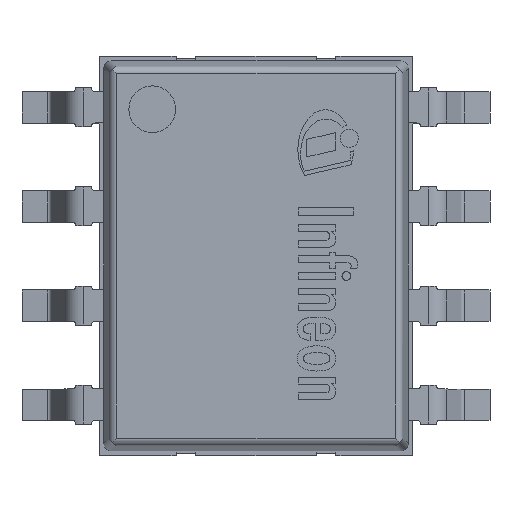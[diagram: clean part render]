
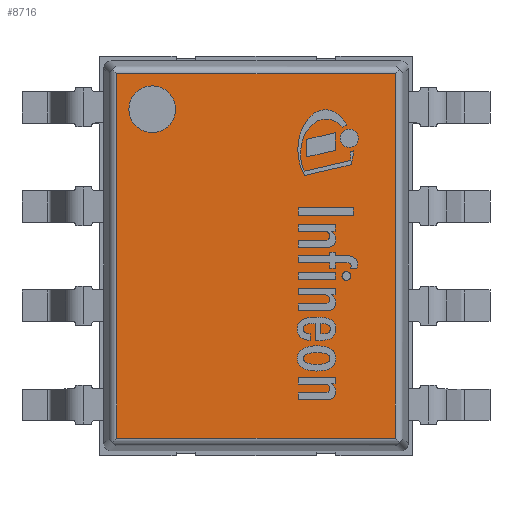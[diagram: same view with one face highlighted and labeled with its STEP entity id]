
A CAD part, top view. The second image highlights one B-rep face of the part: STEP entity #8716.
In plain terms, the highlighted planar face has unit normal (0, 0, 1).
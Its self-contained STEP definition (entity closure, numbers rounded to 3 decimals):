
#341=FACE_BOUND('',#1049,.T.);
#554=FACE_OUTER_BOUND('',#1048,.T.);
#1048=EDGE_LOOP('',(#6731,#6732,#6733,#6734));
#1049=EDGE_LOOP('',(#6735));
#1641=LINE('',#13709,#2528);
#1645=LINE('',#13723,#2532);
#1646=LINE('',#13729,#2533);
#1647=LINE('',#13730,#2534);
#2528=VECTOR('',#11125,1.);
#2532=VECTOR('',#11141,1.);
#2533=VECTOR('',#11148,1.);
#2534=VECTOR('',#11149,1.);
#3334=CIRCLE('',#9460,0.3);
#3808=VERTEX_POINT('',#13672);
#3821=VERTEX_POINT('',#13706);
#3822=VERTEX_POINT('',#13708);
#3826=VERTEX_POINT('',#13722);
#3828=VERTEX_POINT('',#13728);
#4854=EDGE_CURVE('',#3808,#3808,#3334,.T.);
#4870=EDGE_CURVE('',#3821,#3822,#1641,.T.);
#4877=EDGE_CURVE('',#3822,#3826,#1645,.T.);
#4880=EDGE_CURVE('',#3828,#3821,#1646,.T.);
#4881=EDGE_CURVE('',#3826,#3828,#1647,.T.);
#6731=ORIENTED_EDGE('',*,*,#4870,.F.);
#6732=ORIENTED_EDGE('',*,*,#4880,.F.);
#6733=ORIENTED_EDGE('',*,*,#4881,.F.);
#6734=ORIENTED_EDGE('',*,*,#4877,.F.);
#6735=ORIENTED_EDGE('',*,*,#4854,.T.);
#8303=PLANE('',#9481);
#8716=ADVANCED_FACE('',(#554,#341),#8303,.T.);
#9460=AXIS2_PLACEMENT_3D('',#13674,#11091,#11092);
#9481=AXIS2_PLACEMENT_3D('',#13727,#11146,#11147);
#11091=DIRECTION('center_axis',(0.,0.,-1.));
#11092=DIRECTION('ref_axis',(0.,1.,0.));
#11125=DIRECTION('',(0.,-1.,0.));
#11141=DIRECTION('',(-1.,0.,0.));
#11146=DIRECTION('center_axis',(0.,0.,1.));
#11147=DIRECTION('ref_axis',(0.,-1.,0.));
#11148=DIRECTION('',(1.,0.,0.));
#11149=DIRECTION('',(0.,1.,0.));
#13672=CARTESIAN_POINT('',(-1.33,1.58,1.2));
#13674=CARTESIAN_POINT('Origin',(-1.33,1.88,1.2));
#13706=CARTESIAN_POINT('',(1.785,2.335,1.2));
#13708=CARTESIAN_POINT('',(1.785,-2.335,1.2));
#13709=CARTESIAN_POINT('',(1.785,2.5,1.2));
#13722=CARTESIAN_POINT('',(-1.785,-2.335,1.2));
#13723=CARTESIAN_POINT('',(-2.009,-2.335,1.2));
#13727=CARTESIAN_POINT('Origin',(-1.868,2.5,1.2));
#13728=CARTESIAN_POINT('',(-1.785,2.335,1.2));
#13729=CARTESIAN_POINT('',(-2.009,2.335,1.2));
#13730=CARTESIAN_POINT('',(-1.785,2.5,1.2));
